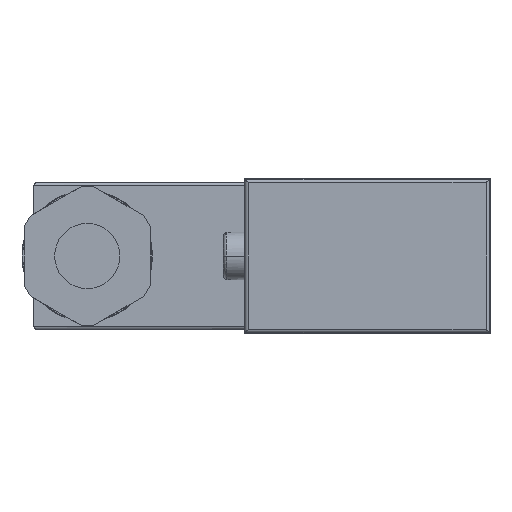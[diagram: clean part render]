
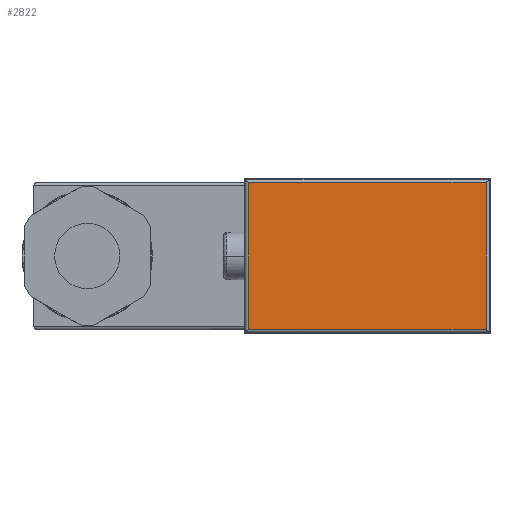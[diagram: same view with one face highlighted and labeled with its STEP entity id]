
A CAD part, left-side view. The second image highlights one B-rep face of the part: STEP entity #2822.
In plain terms, the highlighted planar face has unit normal (-1, 0, 0).
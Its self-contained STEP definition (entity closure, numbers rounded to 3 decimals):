
#380 = VERTEX_POINT ( 'NONE', #3104 ) ;
#520 = CARTESIAN_POINT ( 'NONE',  ( -27.7, 0., 0. ) ) ;
#839 = LINE ( 'NONE', #1871, #963 ) ;
#952 = ORIENTED_EDGE ( 'NONE', *, *, #1641, .T. ) ;
#963 = VECTOR ( 'NONE', #4418, 1000. ) ;
#1111 = DIRECTION ( 'NONE',  ( 0., 0., -1. ) ) ;
#1314 = DIRECTION ( 'NONE',  ( 0., 0., 1. ) ) ;
#1589 = EDGE_CURVE ( 'NONE', #2459, #3932, #839, .T. ) ;
#1592 = EDGE_CURVE ( 'NONE', #3932, #380, #3711, .T. ) ;
#1632 = VECTOR ( 'NONE', #1898, 1000. ) ;
#1641 = EDGE_CURVE ( 'NONE', #380, #3723, #4561, .T. ) ;
#1654 = EDGE_CURVE ( 'NONE', #3723, #2459, #1996, .T. ) ;
#1871 = CARTESIAN_POINT ( 'NONE',  ( -27.7, -16.946, 10.942 ) ) ;
#1898 = DIRECTION ( 'NONE',  ( 0., -1., 0. ) ) ;
#1996 = LINE ( 'NONE', #4095, #1632 ) ;
#2459 = VERTEX_POINT ( 'NONE', #2615 ) ;
#2589 = DIRECTION ( 'NONE',  ( 0., 1., 0. ) ) ;
#2610 = CARTESIAN_POINT ( 'NONE',  ( -27.7, 16.946, -10.942 ) ) ;
#2615 = CARTESIAN_POINT ( 'NONE',  ( -27.7, -16.946, -10.446 ) ) ;
#2727 = VECTOR ( 'NONE', #2589, 1000. ) ;
#2822 = ADVANCED_FACE ( 'NONE', ( #3093 ), #3152, .T. ) ;
#3007 = CARTESIAN_POINT ( 'NONE',  ( -27.7, 16.946, -10.446 ) ) ;
#3093 = FACE_OUTER_BOUND ( 'NONE', #3709, .T. ) ;
#3104 = CARTESIAN_POINT ( 'NONE',  ( -27.7, 16.946, 10.446 ) ) ;
#3152 = PLANE ( 'NONE',  #3772 ) ;
#3538 = DIRECTION ( 'NONE',  ( -1., 0., 0. ) ) ;
#3588 = VECTOR ( 'NONE', #1111, 1000. ) ;
#3691 = CARTESIAN_POINT ( 'NONE',  ( -27.7, 17.442, 10.446 ) ) ;
#3709 = EDGE_LOOP ( 'NONE', ( #3726, #4224, #952, #4622 ) ) ;
#3711 = LINE ( 'NONE', #3691, #2727 ) ;
#3723 = VERTEX_POINT ( 'NONE', #3007 ) ;
#3726 = ORIENTED_EDGE ( 'NONE', *, *, #1589, .T. ) ;
#3772 = AXIS2_PLACEMENT_3D ( 'NONE', #520, #3538, #1314 ) ;
#3932 = VERTEX_POINT ( 'NONE', #4830 ) ;
#4095 = CARTESIAN_POINT ( 'NONE',  ( -27.7, -17.442, -10.446 ) ) ;
#4224 = ORIENTED_EDGE ( 'NONE', *, *, #1592, .T. ) ;
#4418 = DIRECTION ( 'NONE',  ( 0., 0., 1. ) ) ;
#4561 = LINE ( 'NONE', #2610, #3588 ) ;
#4622 = ORIENTED_EDGE ( 'NONE', *, *, #1654, .T. ) ;
#4830 = CARTESIAN_POINT ( 'NONE',  ( -27.7, -16.946, 10.446 ) ) ;
